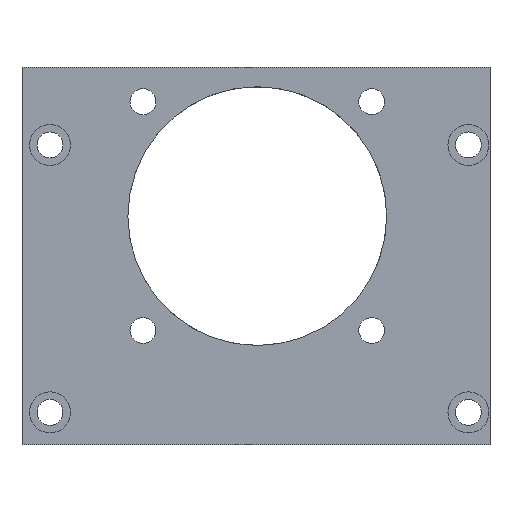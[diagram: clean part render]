
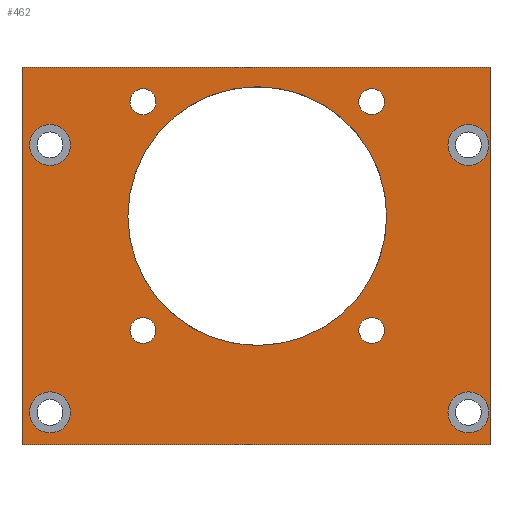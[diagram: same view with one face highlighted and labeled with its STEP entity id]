
A CAD part, left-side view. The second image highlights one B-rep face of the part: STEP entity #462.
In plain terms, the highlighted planar face has unit normal (-1, 0, 0).
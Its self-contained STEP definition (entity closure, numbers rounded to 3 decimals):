
#38=CIRCLE('',#508,3.);
#39=CIRCLE('',#509,3.);
#40=CIRCLE('',#510,3.);
#41=CIRCLE('',#511,3.);
#42=CIRCLE('',#512,4.75);
#43=CIRCLE('',#513,4.75);
#44=CIRCLE('',#514,4.75);
#45=CIRCLE('',#515,4.75);
#46=CIRCLE('',#516,30.);
#90=ORIENTED_EDGE('',*,*,#186,.T.);
#91=ORIENTED_EDGE('',*,*,#187,.T.);
#92=ORIENTED_EDGE('',*,*,#188,.T.);
#93=ORIENTED_EDGE('',*,*,#189,.T.);
#94=ORIENTED_EDGE('',*,*,#190,.T.);
#95=ORIENTED_EDGE('',*,*,#191,.T.);
#96=ORIENTED_EDGE('',*,*,#192,.T.);
#97=ORIENTED_EDGE('',*,*,#193,.T.);
#98=ORIENTED_EDGE('',*,*,#194,.T.);
#99=ORIENTED_EDGE('',*,*,#176,.T.);
#100=ORIENTED_EDGE('',*,*,#180,.T.);
#101=ORIENTED_EDGE('',*,*,#183,.T.);
#102=ORIENTED_EDGE('',*,*,#185,.T.);
#176=EDGE_CURVE('',#227,#226,#270,.T.);
#180=EDGE_CURVE('',#226,#229,#274,.T.);
#183=EDGE_CURVE('',#229,#231,#277,.T.);
#185=EDGE_CURVE('',#231,#227,#279,.T.);
#186=EDGE_CURVE('',#232,#232,#38,.T.);
#187=EDGE_CURVE('',#233,#233,#39,.T.);
#188=EDGE_CURVE('',#234,#234,#40,.T.);
#189=EDGE_CURVE('',#235,#235,#41,.T.);
#190=EDGE_CURVE('',#236,#236,#42,.T.);
#191=EDGE_CURVE('',#237,#237,#43,.T.);
#192=EDGE_CURVE('',#238,#238,#44,.T.);
#193=EDGE_CURVE('',#239,#239,#45,.T.);
#194=EDGE_CURVE('',#240,#240,#46,.T.);
#226=VERTEX_POINT('',#729);
#227=VERTEX_POINT('',#731);
#229=VERTEX_POINT('',#737);
#231=VERTEX_POINT('',#743);
#232=VERTEX_POINT('',#750);
#233=VERTEX_POINT('',#752);
#234=VERTEX_POINT('',#754);
#235=VERTEX_POINT('',#756);
#236=VERTEX_POINT('',#758);
#237=VERTEX_POINT('',#760);
#238=VERTEX_POINT('',#762);
#239=VERTEX_POINT('',#764);
#240=VERTEX_POINT('',#766);
#270=LINE('',#730,#284);
#274=LINE('',#738,#288);
#277=LINE('',#744,#291);
#279=LINE('',#747,#293);
#284=VECTOR('',#577,1000.);
#288=VECTOR('',#583,1000.);
#291=VECTOR('',#588,1000.);
#293=VECTOR('',#592,1000.);
#300=EDGE_LOOP('',(#90));
#301=EDGE_LOOP('',(#91));
#302=EDGE_LOOP('',(#92));
#303=EDGE_LOOP('',(#93));
#304=EDGE_LOOP('',(#94));
#305=EDGE_LOOP('',(#95));
#306=EDGE_LOOP('',(#96));
#307=EDGE_LOOP('',(#97));
#308=EDGE_LOOP('',(#98));
#309=EDGE_LOOP('',(#99,#100,#101,#102));
#374=FACE_BOUND('',#300,.T.);
#375=FACE_BOUND('',#301,.T.);
#376=FACE_BOUND('',#302,.T.);
#377=FACE_BOUND('',#303,.T.);
#378=FACE_BOUND('',#304,.T.);
#379=FACE_BOUND('',#305,.T.);
#380=FACE_BOUND('',#306,.T.);
#381=FACE_BOUND('',#307,.T.);
#382=FACE_BOUND('',#308,.T.);
#383=FACE_BOUND('',#309,.T.);
#448=PLANE('',#507);
#462=ADVANCED_FACE('',(#374,#375,#376,#377,#378,#379,#380,#381,#382,#383),
#448,.F.);
#507=AXIS2_PLACEMENT_3D('',#748,#593,#594);
#508=AXIS2_PLACEMENT_3D('',#749,#595,#596);
#509=AXIS2_PLACEMENT_3D('',#751,#597,#598);
#510=AXIS2_PLACEMENT_3D('',#753,#599,#600);
#511=AXIS2_PLACEMENT_3D('',#755,#601,#602);
#512=AXIS2_PLACEMENT_3D('',#757,#603,#604);
#513=AXIS2_PLACEMENT_3D('',#759,#605,#606);
#514=AXIS2_PLACEMENT_3D('',#761,#607,#608);
#515=AXIS2_PLACEMENT_3D('',#763,#609,#610);
#516=AXIS2_PLACEMENT_3D('',#765,#611,#612);
#577=DIRECTION('',(0.,-1.,0.));
#583=DIRECTION('',(0.,0.,1.));
#588=DIRECTION('',(0.,1.,0.));
#592=DIRECTION('',(0.,0.,-1.));
#593=DIRECTION('',(1.,0.,0.));
#594=DIRECTION('',(0.,1.,0.));
#595=DIRECTION('',(1.,0.,0.));
#596=DIRECTION('',(0.,1.,0.));
#597=DIRECTION('',(1.,0.,0.));
#598=DIRECTION('',(0.,1.,0.));
#599=DIRECTION('',(1.,0.,0.));
#600=DIRECTION('',(0.,1.,0.));
#601=DIRECTION('',(1.,0.,0.));
#602=DIRECTION('',(0.,1.,0.));
#603=DIRECTION('',(1.,0.,0.));
#604=DIRECTION('',(0.,-1.,0.));
#605=DIRECTION('',(1.,0.,0.));
#606=DIRECTION('',(0.,-1.,0.));
#607=DIRECTION('',(1.,0.,0.));
#608=DIRECTION('',(0.,-1.,0.));
#609=DIRECTION('',(1.,0.,0.));
#610=DIRECTION('',(0.,-1.,0.));
#611=DIRECTION('',(1.,0.,0.));
#612=DIRECTION('',(0.,1.,0.));
#729=CARTESIAN_POINT('',(-40.,-54.25,-43.75));
#730=CARTESIAN_POINT('',(-40.,54.25,-43.75));
#731=CARTESIAN_POINT('',(-40.,54.25,-43.75));
#737=CARTESIAN_POINT('',(-40.,-54.25,43.75));
#738=CARTESIAN_POINT('',(-40.,-54.25,-43.75));
#743=CARTESIAN_POINT('',(-40.,54.25,43.75));
#744=CARTESIAN_POINT('',(-40.,-54.25,43.75));
#747=CARTESIAN_POINT('',(-40.,54.25,43.75));
#748=CARTESIAN_POINT('',(-40.,54.25,-43.75));
#749=CARTESIAN_POINT('',(-40.,-26.82,-17.265));
#750=CARTESIAN_POINT('',(-40.,-23.82,-17.265));
#751=CARTESIAN_POINT('',(-40.,26.213,35.768));
#752=CARTESIAN_POINT('',(-40.,29.213,35.768));
#753=CARTESIAN_POINT('',(-40.,26.213,-17.265));
#754=CARTESIAN_POINT('',(-40.,29.213,-17.265));
#755=CARTESIAN_POINT('',(-40.,-26.82,35.768));
#756=CARTESIAN_POINT('',(-40.,-23.82,35.768));
#757=CARTESIAN_POINT('',(-40.,-49.25,-36.25));
#758=CARTESIAN_POINT('',(-40.,-54.,-36.25));
#759=CARTESIAN_POINT('',(-40.,47.75,-36.25));
#760=CARTESIAN_POINT('',(-40.,43.,-36.25));
#761=CARTESIAN_POINT('',(-40.,47.75,25.75));
#762=CARTESIAN_POINT('',(-40.,43.,25.75));
#763=CARTESIAN_POINT('',(-40.,-49.25,25.75));
#764=CARTESIAN_POINT('',(-40.,-54.,25.75));
#765=CARTESIAN_POINT('',(-40.,-0.304,9.252));
#766=CARTESIAN_POINT('',(-40.,29.696,9.252));
